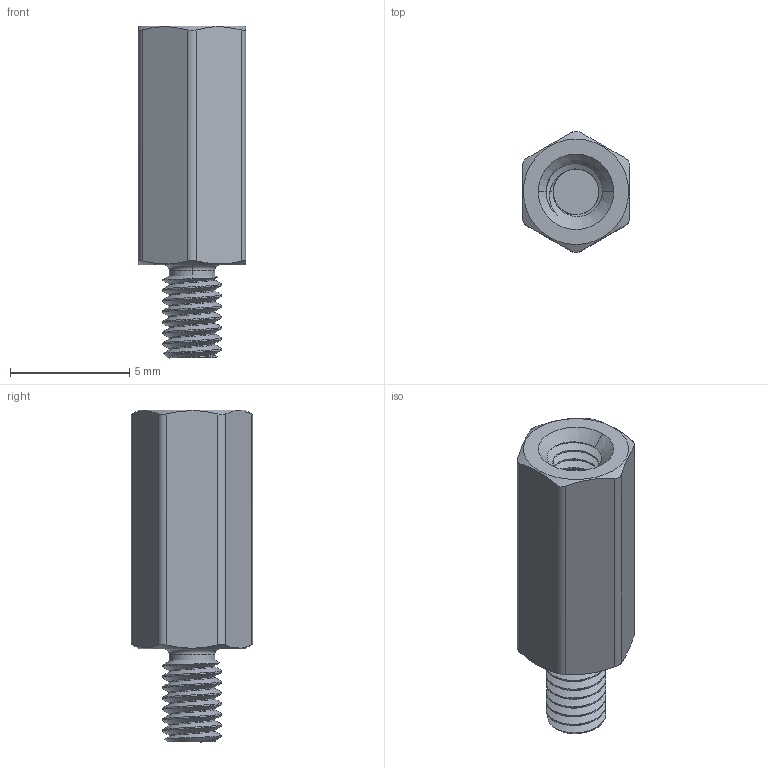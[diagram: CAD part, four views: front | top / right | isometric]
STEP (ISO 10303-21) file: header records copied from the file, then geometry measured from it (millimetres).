
FILE_DESCRIPTION (( 'STEP AP203' ), '1' );
FILE_NAME ('93655A008_Male-Female Threaded Hex Standoff.STEP', '2022-12-09T18:20:09', ( 'Administrator' ), ( 'Managed by Terraform' ), 'SwSTEP 2.0', 'SolidWorks 2017', '' );
FILE_SCHEMA (( 'CONFIG_CONTROL_DESIGN' ));
Length unit declared in the file: millimetre
Products named in the file (1): 93655A008_Male-Female Threaded Hex Standoff
Bounding box: 4.5 x 5.08 x 13.9 mm (x, y, z)
Volume: 169.8 mm3; surface area: 284.5 mm2
Topology: 1 solids, 1 shells, 74 faces, 203 edges, 133 vertices
Faces by surface type: cylinder 44, cone 12, plane 10, bspline 6, torus 2
Entity records: 4692 total; most frequent: CARTESIAN_POINT 3059, ORIENTED_EDGE 406, DIRECTION 240, EDGE_CURVE 203, VERTEX_POINT 133, AXIS2_PLACEMENT_3D 91, EDGE_LOOP 76, FACE_OUTER_BOUND 74
